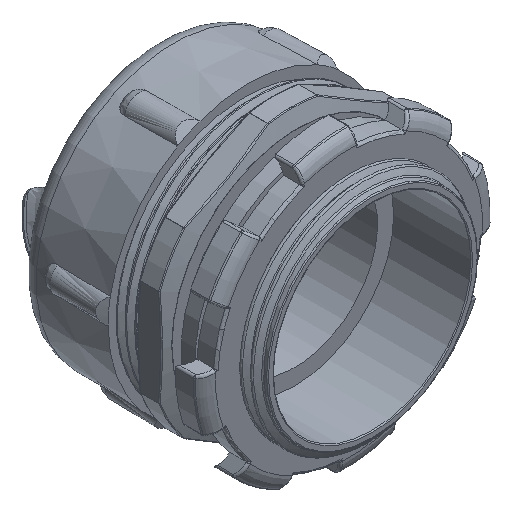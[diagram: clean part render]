
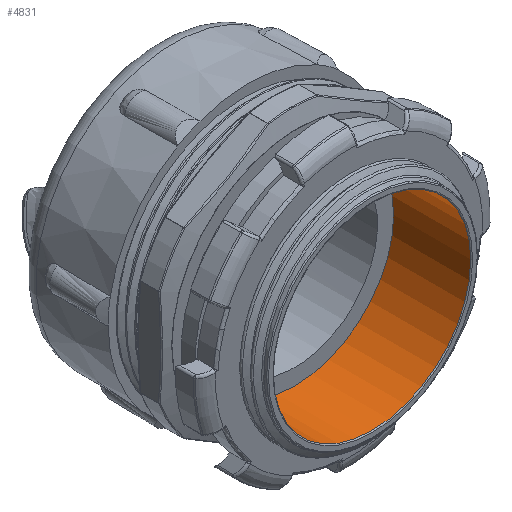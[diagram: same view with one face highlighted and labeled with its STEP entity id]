
A CAD part, isometric view. The second image highlights one B-rep face of the part: STEP entity #4831.
In plain terms, the highlighted cylindrical face has radius 20.9 mm (diameter 41.8 mm), a full revolution.
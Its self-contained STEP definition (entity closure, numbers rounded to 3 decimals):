
#477=FACE_OUTER_BOUND('',#789,.T.);
#789=EDGE_LOOP('',(#3833,#3834,#3835,#3836,#3837));
#1137=CIRCLE('',#4944,20.9);
#1381=CIRCLE('',#5373,20.9);
#1382=CIRCLE('',#5374,20.9);
#1557=LINE('',#12402,#1686);
#1686=VECTOR('',#6485,20.9);
#1722=VERTEX_POINT('',#6879);
#2001=VERTEX_POINT('',#12393);
#2002=VERTEX_POINT('',#12395);
#2130=EDGE_CURVE('',#1722,#1722,#1137,.T.);
#2635=EDGE_CURVE('',#2001,#2002,#1381,.T.);
#2636=EDGE_CURVE('',#2002,#2001,#1382,.T.);
#2638=EDGE_CURVE('',#1722,#2002,#1557,.T.);
#3833=ORIENTED_EDGE('',*,*,#2130,.T.);
#3834=ORIENTED_EDGE('',*,*,#2638,.T.);
#3835=ORIENTED_EDGE('',*,*,#2635,.F.);
#3836=ORIENTED_EDGE('',*,*,#2636,.F.);
#3837=ORIENTED_EDGE('',*,*,#2638,.F.);
#4288=CYLINDRICAL_SURFACE('',#5377,20.9);
#4831=ADVANCED_FACE('',(#477),#4288,.F.);
#4944=AXIS2_PLACEMENT_3D('',#6880,#5506,#5507);
#5373=AXIS2_PLACEMENT_3D('',#12396,#6475,#6476);
#5374=AXIS2_PLACEMENT_3D('',#12397,#6477,#6478);
#5377=AXIS2_PLACEMENT_3D('',#12401,#6483,#6484);
#5506=DIRECTION('center_axis',(0.,1.,0.));
#5507=DIRECTION('ref_axis',(1.,0.,0.));
#6475=DIRECTION('center_axis',(0.,1.,0.));
#6476=DIRECTION('ref_axis',(-0.707,0.,-0.707));
#6477=DIRECTION('center_axis',(0.,1.,0.));
#6478=DIRECTION('ref_axis',(-0.707,0.,-0.707));
#6483=DIRECTION('center_axis',(0.,1.,0.));
#6484=DIRECTION('ref_axis',(-1.,0.,0.));
#6485=DIRECTION('',(0.,-1.,0.));
#6879=CARTESIAN_POINT('',(20.9,16.5,0.));
#6880=CARTESIAN_POINT('Origin',(0.,16.5,0.));
#12393=CARTESIAN_POINT('',(0.,0.2,-20.9));
#12395=CARTESIAN_POINT('',(20.9,0.2,0.));
#12396=CARTESIAN_POINT('Origin',(0.,0.2,
0.));
#12397=CARTESIAN_POINT('Origin',(0.,0.2,
0.));
#12401=CARTESIAN_POINT('Origin',(0.,8.25,
0.));
#12402=CARTESIAN_POINT('',(20.9,8.25,0.));
